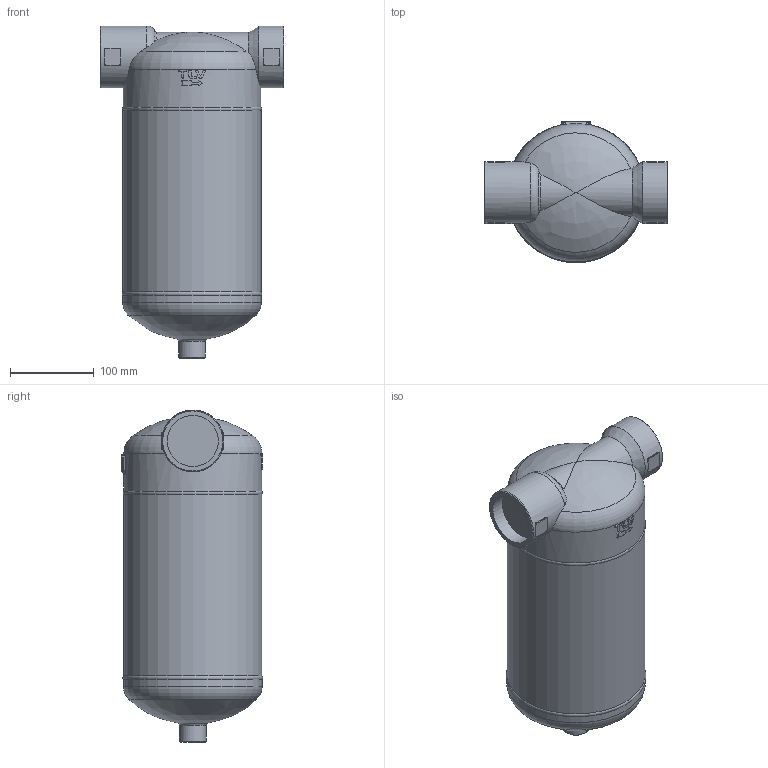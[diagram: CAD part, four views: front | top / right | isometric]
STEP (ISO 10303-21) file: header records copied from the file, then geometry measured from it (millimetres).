
FILE_DESCRIPTION((''),'2;1');
FILE_NAME('dc700-050-sw000-00.stp','2009-11-24T16:38:46',('nakaot'),(''),'Autodesk Inventor 2008','Autodesk Inventor 2008','');
FILE_SCHEMA(('AUTOMOTIVE_DESIGN { 1 0 10303 214 1 1 1 1 }'));
Length unit declared in the file: millimetre
Products named in the file (1): dc700-050-sw000-00
Bounding box: 220 x 169.04 x 397 mm (x, y, z)
Volume: 7468406.1 mm3; surface area: 235464.9 mm2
Topology: 1 solids, 1 shells, 204 faces, 504 edges, 296 vertices
Faces by surface type: cylinder 73, bspline 54, plane 49, torus 24, cone 4
Full cylindrical faces by diameter (mm): 32 x1, 74 x2, 165 x1, 165.2 x1, 165.8 x1
Entity records: 8512 total; most frequent: CARTESIAN_POINT 4054, ORIENTED_EDGE 928, DIRECTION 896, EDGE_CURVE 464, AXIS2_PLACEMENT_3D 369, VERTEX_POINT 290, EDGE_LOOP 232, FACE_OUTER_BOUND 204
